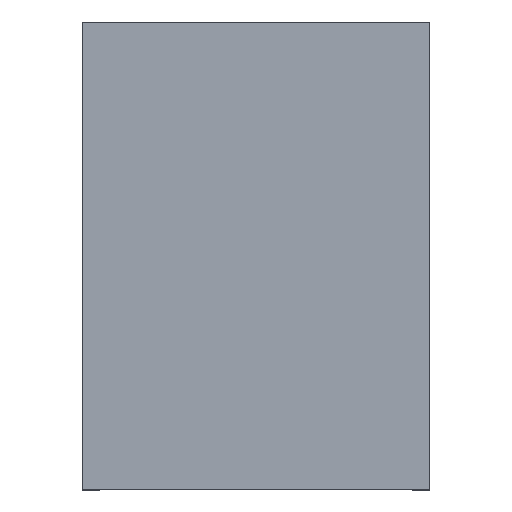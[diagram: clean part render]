
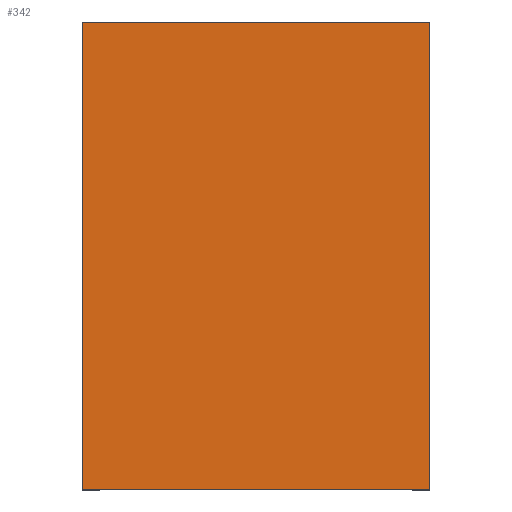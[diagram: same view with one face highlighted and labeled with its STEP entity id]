
A CAD part, top view. The second image highlights one B-rep face of the part: STEP entity #342.
In plain terms, the highlighted planar face has unit normal (0, 0, 1).
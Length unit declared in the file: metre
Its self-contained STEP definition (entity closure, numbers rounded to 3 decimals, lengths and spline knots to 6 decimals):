
#44=ORIENTED_EDGE('',*,*,#112,.F.);
#45=ORIENTED_EDGE('',*,*,#135,.T.);
#46=ORIENTED_EDGE('',*,*,#129,.T.);
#47=ORIENTED_EDGE('',*,*,#119,.F.);
#112=EDGE_CURVE('',#160,#161,#192,.T.);
#119=EDGE_CURVE('',#161,#167,#199,.T.);
#129=EDGE_CURVE('',#170,#167,#209,.T.);
#135=EDGE_CURVE('',#160,#170,#215,.T.);
#160=VERTEX_POINT('',#483);
#161=VERTEX_POINT('',#485);
#167=VERTEX_POINT('',#499);
#170=VERTEX_POINT('',#507);
#192=LINE('',#484,#240);
#199=LINE('',#498,#247);
#209=LINE('',#518,#257);
#215=LINE('',#529,#263);
#240=VECTOR('',#395,1.);
#247=VECTOR('',#404,1.);
#257=VECTOR('',#416,1.);
#263=VECTOR('',#424,1.);
#288=EDGE_LOOP('',(#44,#45,#46,#47));
#306=FACE_BOUND('',#288,.T.);
#324=PLANE('',#373);
#342=ADVANCED_FACE('',(#306),#324,.F.);
#373=AXIS2_PLACEMENT_3D('',#530,#425,#426);
#395=DIRECTION('',(1.,0.,0.));
#404=DIRECTION('',(0.,-1.,0.));
#416=DIRECTION('',(1.,0.,0.));
#424=DIRECTION('',(0.,-1.,0.));
#425=DIRECTION('',(0.,0.,-1.));
#426=DIRECTION('',(1.,0.,0.));
#483=CARTESIAN_POINT('',(-0.02921,0.114136,-0.06188));
#484=CARTESIAN_POINT('',(0.,0.114136,-0.06188));
#485=CARTESIAN_POINT('',(0.02921,0.114136,-0.06188));
#498=CARTESIAN_POINT('',(0.02921,0.074766,-0.06188));
#499=CARTESIAN_POINT('',(0.02921,0.035396,-0.06188));
#507=CARTESIAN_POINT('',(-0.02921,0.035396,-0.06188));
#518=CARTESIAN_POINT('',(0.,0.035396,-0.06188));
#529=CARTESIAN_POINT('',(-0.02921,0.074766,-0.06188));
#530=CARTESIAN_POINT('',(0.,0.031033,-0.06188));
